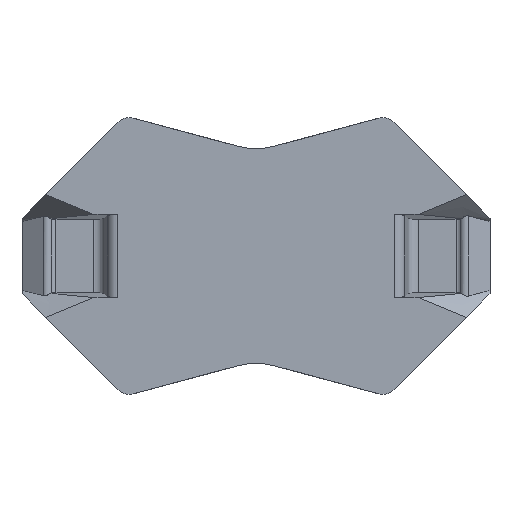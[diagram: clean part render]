
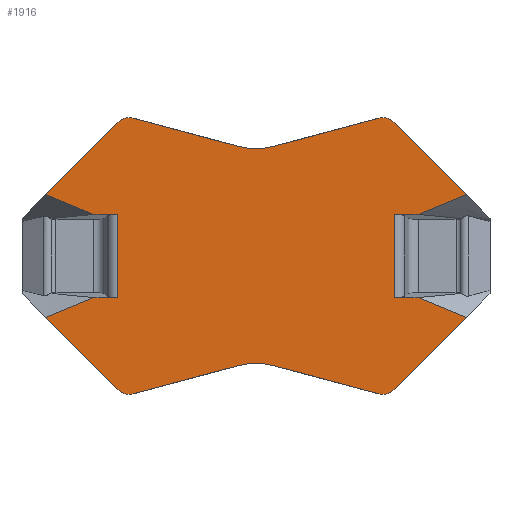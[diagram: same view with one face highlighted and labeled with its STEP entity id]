
A CAD part, front view. The second image highlights one B-rep face of the part: STEP entity #1916.
In plain terms, the highlighted planar face has unit normal (0, -1, 0).
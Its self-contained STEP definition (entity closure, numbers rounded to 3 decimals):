
#1=DIRECTION('',(0.924,0.,0.383));
#2=VECTOR('',#1,1.993);
#3=CARTESIAN_POINT('',(6.2,0.,1.59));
#4=LINE('',#3,#2);
#5=DIRECTION('',(0.,0.,-1.));
#6=VECTOR('',#5,3.181);
#7=CARTESIAN_POINT('',(5.297,0.,1.59));
#8=LINE('',#7,#6);
#9=DIRECTION('',(-0.924,0.,0.383));
#10=VECTOR('',#9,1.993);
#11=CARTESIAN_POINT('',(8.041,0.,-2.353));
#12=LINE('',#11,#10);
#13=DIRECTION('',(-0.707,0.,-0.707));
#14=VECTOR('',#13,3.907);
#15=CARTESIAN_POINT('',(8.041,0.,-2.353));
#16=LINE('',#15,#14);
#17=CARTESIAN_POINT('',(4.855,0.,-4.691));
#18=DIRECTION('',(0.,1.,0.));
#19=DIRECTION('',(0.707,0.,-0.707));
#20=AXIS2_PLACEMENT_3D('',#17,#18,#19);
#22=DIRECTION('',(-0.966,0.,0.259));
#23=VECTOR('',#22,4.195);
#24=CARTESIAN_POINT('',(4.699,0.,-5.271));
#25=LINE('',#24,#23);
#26=CARTESIAN_POINT('',(0.,0.,-6.6));
#27=DIRECTION('',(0.,-1.,0.));
#28=DIRECTION('',(0.259,0.,0.966));
#29=AXIS2_PLACEMENT_3D('',#26,#27,#28);
#31=DIRECTION('',(-0.966,0.,-0.259));
#32=VECTOR('',#31,4.195);
#33=CARTESIAN_POINT('',(-0.647,0.,-4.185));
#34=LINE('',#33,#32);
#35=CARTESIAN_POINT('',(-4.855,0.,-4.691));
#36=DIRECTION('',(0.,1.,0.));
#37=DIRECTION('',(0.259,0.,-0.966));
#38=AXIS2_PLACEMENT_3D('',#35,#36,#37);
#40=DIRECTION('',(-0.707,0.,0.707));
#41=VECTOR('',#40,3.907);
#42=CARTESIAN_POINT('',(-5.279,0.,-5.116));
#43=LINE('',#42,#41);
#44=DIRECTION('',(-0.924,0.,-0.383));
#45=VECTOR('',#44,1.993);
#46=CARTESIAN_POINT('',(-6.2,0.,-1.59));
#47=LINE('',#46,#45);
#48=DIRECTION('',(0.,0.,1.));
#49=VECTOR('',#48,3.181);
#50=CARTESIAN_POINT('',(-5.297,0.,-1.59));
#51=LINE('',#50,#49);
#52=DIRECTION('',(0.924,0.,-0.383));
#53=VECTOR('',#52,1.993);
#54=CARTESIAN_POINT('',(-8.041,0.,2.353));
#55=LINE('',#54,#53);
#56=DIRECTION('',(0.707,0.,0.707));
#57=VECTOR('',#56,3.907);
#58=CARTESIAN_POINT('',(-8.041,0.,2.353));
#59=LINE('',#58,#57);
#60=CARTESIAN_POINT('',(-4.855,0.,4.691));
#61=DIRECTION('',(0.,1.,0.));
#62=DIRECTION('',(-0.707,0.,0.707));
#63=AXIS2_PLACEMENT_3D('',#60,#61,#62);
#65=DIRECTION('',(0.966,0.,-0.259));
#66=VECTOR('',#65,4.195);
#67=CARTESIAN_POINT('',(-4.699,0.,5.271));
#68=LINE('',#67,#66);
#69=CARTESIAN_POINT('',(0.,0.,6.6));
#70=DIRECTION('',(0.,-1.,0.));
#71=DIRECTION('',(-0.259,0.,-0.966));
#72=AXIS2_PLACEMENT_3D('',#69,#70,#71);
#74=DIRECTION('',(0.966,0.,0.259));
#75=VECTOR('',#74,4.195);
#76=CARTESIAN_POINT('',(0.647,0.,4.185));
#77=LINE('',#76,#75);
#78=CARTESIAN_POINT('',(4.855,0.,4.691));
#79=DIRECTION('',(0.,1.,0.));
#80=DIRECTION('',(-0.259,0.,0.966));
#81=AXIS2_PLACEMENT_3D('',#78,#79,#80);
#83=DIRECTION('',(0.707,0.,-0.707));
#84=VECTOR('',#83,3.907);
#85=CARTESIAN_POINT('',(5.279,0.,5.116));
#86=LINE('',#85,#84);
#848=DIRECTION('',(-1.,0.,0.));
#849=VECTOR('',#848,0.903);
#850=CARTESIAN_POINT('',(-5.297,0.,-1.59));
#851=LINE('',#850,#849);
#869=DIRECTION('',(1.,0.,0.));
#870=VECTOR('',#869,0.903);
#871=CARTESIAN_POINT('',(-6.2,0.,1.59));
#872=LINE('',#871,#870);
#1439=DIRECTION('',(-1.,0.,0.));
#1440=VECTOR('',#1439,0.903);
#1441=CARTESIAN_POINT('',(6.2,0.,-1.59));
#1442=LINE('',#1441,#1440);
#1544=DIRECTION('',(1.,0.,0.));
#1545=VECTOR('',#1544,0.903);
#1546=CARTESIAN_POINT('',(5.297,0.,1.59));
#1547=LINE('',#1546,#1545);
#1637=CARTESIAN_POINT('',(-5.279,0.,5.116));
#1638=CARTESIAN_POINT('',(-4.699,0.,5.271));
#1639=VERTEX_POINT('',#1637);
#1640=VERTEX_POINT('',#1638);
#1641=CARTESIAN_POINT('',(-0.647,0.,4.185));
#1642=VERTEX_POINT('',#1641);
#1643=CARTESIAN_POINT('',(0.647,0.,4.185));
#1644=CARTESIAN_POINT('',(4.699,0.,5.271));
#1645=VERTEX_POINT('',#1643);
#1646=VERTEX_POINT('',#1644);
#1647=CARTESIAN_POINT('',(5.279,0.,5.116));
#1648=VERTEX_POINT('',#1647);
#1649=CARTESIAN_POINT('',(5.279,0.,-5.116));
#1650=CARTESIAN_POINT('',(4.699,0.,-5.271));
#1651=VERTEX_POINT('',#1649);
#1652=VERTEX_POINT('',#1650);
#1653=CARTESIAN_POINT('',(0.647,0.,-4.185));
#1654=VERTEX_POINT('',#1653);
#1655=CARTESIAN_POINT('',(-0.647,0.,-4.185));
#1656=CARTESIAN_POINT('',(-4.699,0.,-5.271));
#1657=VERTEX_POINT('',#1655);
#1658=VERTEX_POINT('',#1656);
#1659=CARTESIAN_POINT('',(-5.279,0.,-5.116));
#1660=VERTEX_POINT('',#1659);
#1713=CARTESIAN_POINT('',(-5.297,0.,-1.59));
#1714=CARTESIAN_POINT('',(-5.297,0.,1.59));
#1715=VERTEX_POINT('',#1713);
#1716=VERTEX_POINT('',#1714);
#1735=CARTESIAN_POINT('',(-8.041,0.,2.353));
#1736=CARTESIAN_POINT('',(-6.2,0.,1.59));
#1737=VERTEX_POINT('',#1735);
#1738=VERTEX_POINT('',#1736);
#1739=CARTESIAN_POINT('',(-6.2,0.,-1.59));
#1740=CARTESIAN_POINT('',(-8.041,0.,-2.353));
#1741=VERTEX_POINT('',#1739);
#1742=VERTEX_POINT('',#1740);
#1753=CARTESIAN_POINT('',(5.297,0.,1.59));
#1754=CARTESIAN_POINT('',(5.297,0.,-1.59));
#1755=VERTEX_POINT('',#1753);
#1756=VERTEX_POINT('',#1754);
#1761=CARTESIAN_POINT('',(6.2,0.,1.59));
#1762=CARTESIAN_POINT('',(8.041,0.,2.353));
#1763=VERTEX_POINT('',#1761);
#1764=VERTEX_POINT('',#1762);
#1765=CARTESIAN_POINT('',(8.041,0.,-2.353));
#1766=CARTESIAN_POINT('',(6.2,0.,-1.59));
#1767=VERTEX_POINT('',#1765);
#1768=VERTEX_POINT('',#1766);
#1861=CARTESIAN_POINT('',(0.,0.,0.));
#1862=DIRECTION('',(0.,1.,0.));
#1863=DIRECTION('',(1.,0.,0.));
#1864=AXIS2_PLACEMENT_3D('',#1861,#1862,#1863);
#1865=PLANE('',#1864);
#1867=ORIENTED_EDGE('',*,*,#1866,.F.);
#1869=ORIENTED_EDGE('',*,*,#1868,.F.);
#1871=ORIENTED_EDGE('',*,*,#1870,.T.);
#1873=ORIENTED_EDGE('',*,*,#1872,.F.);
#1875=ORIENTED_EDGE('',*,*,#1874,.F.);
#1877=ORIENTED_EDGE('',*,*,#1876,.T.);
#1879=ORIENTED_EDGE('',*,*,#1878,.T.);
#1881=ORIENTED_EDGE('',*,*,#1880,.T.);
#1883=ORIENTED_EDGE('',*,*,#1882,.T.);
#1885=ORIENTED_EDGE('',*,*,#1884,.T.);
#1887=ORIENTED_EDGE('',*,*,#1886,.T.);
#1889=ORIENTED_EDGE('',*,*,#1888,.T.);
#1891=ORIENTED_EDGE('',*,*,#1890,.F.);
#1893=ORIENTED_EDGE('',*,*,#1892,.F.);
#1895=ORIENTED_EDGE('',*,*,#1894,.T.);
#1897=ORIENTED_EDGE('',*,*,#1896,.F.);
#1899=ORIENTED_EDGE('',*,*,#1898,.F.);
#1901=ORIENTED_EDGE('',*,*,#1900,.T.);
#1903=ORIENTED_EDGE('',*,*,#1902,.T.);
#1905=ORIENTED_EDGE('',*,*,#1904,.T.);
#1907=ORIENTED_EDGE('',*,*,#1906,.T.);
#1909=ORIENTED_EDGE('',*,*,#1908,.T.);
#1911=ORIENTED_EDGE('',*,*,#1910,.T.);
#1913=ORIENTED_EDGE('',*,*,#1912,.T.);
#1914=EDGE_LOOP('',(#1867,#1869,#1871,#1873,#1875,#1877,#1879,#1881,#1883,#1885,
#1887,#1889,#1891,#1893,#1895,#1897,#1899,#1901,#1903,#1905,#1907,#1909,#1911,
#1913));
#1915=FACE_OUTER_BOUND('',#1914,.F.);
#1916=ADVANCED_FACE('',(#1915),#1865,.F.);
#21=CIRCLE('',#20,0.6);
#30=CIRCLE('',#29,2.5);
#39=CIRCLE('',#38,0.6);
#64=CIRCLE('',#63,0.6);
#73=CIRCLE('',#72,2.5);
#82=CIRCLE('',#81,0.6);
#1866=EDGE_CURVE('',#1763,#1764,#4,.T.);
#1868=EDGE_CURVE('',#1755,#1763,#1547,.T.);
#1870=EDGE_CURVE('',#1755,#1756,#8,.T.);
#1872=EDGE_CURVE('',#1768,#1756,#1442,.T.);
#1874=EDGE_CURVE('',#1767,#1768,#12,.T.);
#1876=EDGE_CURVE('',#1767,#1651,#16,.T.);
#1878=EDGE_CURVE('',#1651,#1652,#21,.T.);
#1880=EDGE_CURVE('',#1652,#1654,#25,.T.);
#1882=EDGE_CURVE('',#1654,#1657,#30,.T.);
#1884=EDGE_CURVE('',#1657,#1658,#34,.T.);
#1886=EDGE_CURVE('',#1658,#1660,#39,.T.);
#1888=EDGE_CURVE('',#1660,#1742,#43,.T.);
#1890=EDGE_CURVE('',#1741,#1742,#47,.T.);
#1892=EDGE_CURVE('',#1715,#1741,#851,.T.);
#1894=EDGE_CURVE('',#1715,#1716,#51,.T.);
#1896=EDGE_CURVE('',#1738,#1716,#872,.T.);
#1898=EDGE_CURVE('',#1737,#1738,#55,.T.);
#1900=EDGE_CURVE('',#1737,#1639,#59,.T.);
#1902=EDGE_CURVE('',#1639,#1640,#64,.T.);
#1904=EDGE_CURVE('',#1640,#1642,#68,.T.);
#1906=EDGE_CURVE('',#1642,#1645,#73,.T.);
#1908=EDGE_CURVE('',#1645,#1646,#77,.T.);
#1910=EDGE_CURVE('',#1646,#1648,#82,.T.);
#1912=EDGE_CURVE('',#1648,#1764,#86,.T.);
